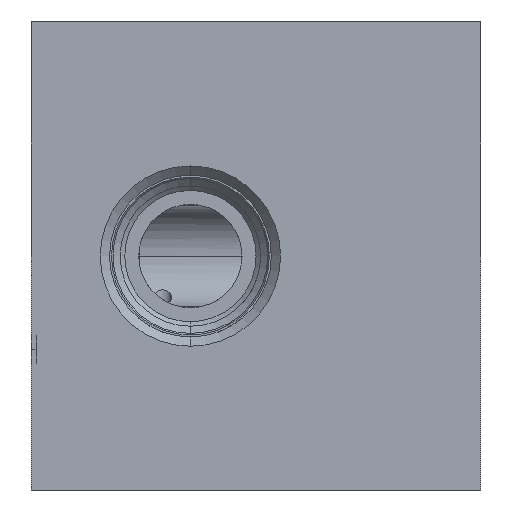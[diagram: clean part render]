
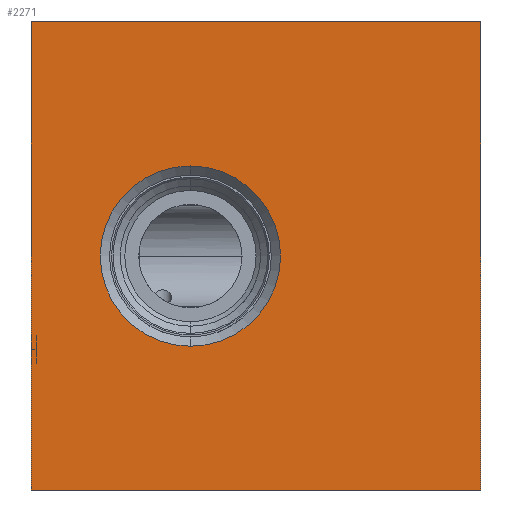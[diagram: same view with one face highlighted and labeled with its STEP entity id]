
A CAD part, left-side view. The second image highlights one B-rep face of the part: STEP entity #2271.
In plain terms, the highlighted planar face has unit normal (-1, 0, 0).
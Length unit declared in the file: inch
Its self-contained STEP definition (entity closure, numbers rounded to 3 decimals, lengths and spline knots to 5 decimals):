
#1=DIRECTION('',(0.,-1.,0.));
#2=VECTOR('',#1,3.);
#3=CARTESIAN_POINT('',(0.,0.,0.));
#4=LINE('',#3,#2);
#37=DIRECTION('',(0.,0.,1.));
#38=VECTOR('',#37,3.125);
#39=CARTESIAN_POINT('',(0.,0.,0.));
#40=LINE('',#39,#38);
#41=CARTESIAN_POINT('',(0.,-1.062,1.562));
#42=DIRECTION('',(1.,0.,0.));
#43=DIRECTION('',(0.,0.,-1.));
#44=AXIS2_PLACEMENT_3D('',#41,#42,#43);
#46=CARTESIAN_POINT('',(0.,-1.062,1.562));
#47=DIRECTION('',(1.,0.,0.));
#48=DIRECTION('',(0.,0.,1.));
#49=AXIS2_PLACEMENT_3D('',#46,#47,#48);
#89=DIRECTION('',(0.,0.,1.));
#90=VECTOR('',#89,3.125);
#91=CARTESIAN_POINT('',(0.,-3.,0.));
#92=LINE('',#91,#90);
#113=DIRECTION('',(0.,-1.,0.));
#114=VECTOR('',#113,3.);
#115=CARTESIAN_POINT('',(0.,0.,3.125));
#116=LINE('',#115,#114);
#1919=CARTESIAN_POINT('',(0.,0.,0.));
#1920=CARTESIAN_POINT('',(0.,-3.,0.));
#1921=VERTEX_POINT('',#1919);
#1922=VERTEX_POINT('',#1920);
#1927=CARTESIAN_POINT('',(0.,0.,3.125));
#1928=CARTESIAN_POINT('',(0.,-3.,3.125));
#1929=VERTEX_POINT('',#1927);
#1930=VERTEX_POINT('',#1928);
#2195=CARTESIAN_POINT('',(0.,-1.062,2.164));
#2196=VERTEX_POINT('',#2195);
#2197=CARTESIAN_POINT('',(0.,-1.062,0.96));
#2198=VERTEX_POINT('',#2197);
#2251=CARTESIAN_POINT('',(0.,0.,0.));
#2252=DIRECTION('',(-1.,0.,0.));
#2253=DIRECTION('',(0.,-1.,0.));
#2254=AXIS2_PLACEMENT_3D('',#2251,#2252,#2253);
#2255=PLANE('',#2254);
#2256=ORIENTED_EDGE('',*,*,#2228,.F.);
#2258=ORIENTED_EDGE('',*,*,#2257,.T.);
#2260=ORIENTED_EDGE('',*,*,#2259,.T.);
#2262=ORIENTED_EDGE('',*,*,#2261,.F.);
#2263=EDGE_LOOP('',(#2256,#2258,#2260,#2262));
#2264=FACE_OUTER_BOUND('',#2263,.F.);
#2266=ORIENTED_EDGE('',*,*,#2265,.F.);
#2268=ORIENTED_EDGE('',*,*,#2267,.F.);
#2269=EDGE_LOOP('',(#2266,#2268));
#2270=FACE_BOUND('',#2269,.F.);
#2271=ADVANCED_FACE('',(#2264,#2270),#2255,.T.);
#45=CIRCLE('',#44,0.602);
#50=CIRCLE('',#49,0.602);
#2228=EDGE_CURVE('',#1921,#1922,#4,.T.);
#2257=EDGE_CURVE('',#1921,#1929,#40,.T.);
#2259=EDGE_CURVE('',#1929,#1930,#116,.T.);
#2261=EDGE_CURVE('',#1922,#1930,#92,.T.);
#2265=EDGE_CURVE('',#2198,#2196,#45,.T.);
#2267=EDGE_CURVE('',#2196,#2198,#50,.T.);
